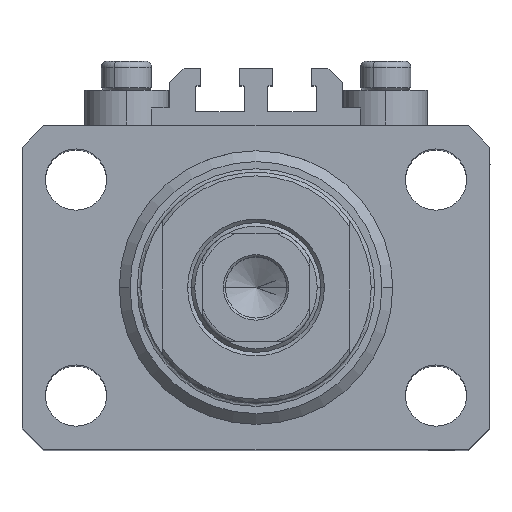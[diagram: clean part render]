
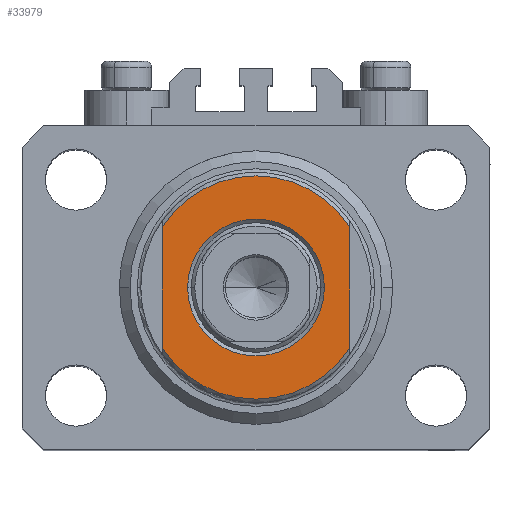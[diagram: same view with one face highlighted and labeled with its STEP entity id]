
A CAD part, top view. The second image highlights one B-rep face of the part: STEP entity #33979.
In plain terms, the highlighted face is planar.
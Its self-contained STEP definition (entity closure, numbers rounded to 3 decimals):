
#235 = CIRCLE ( 'NONE', #10219, 9.5 ) ;
#278 = EDGE_CURVE ( 'NONE', #8150, #7430, #40167, .T. ) ;
#2684 = CARTESIAN_POINT ( 'NONE',  ( -13., 8.441, -6.5 ) ) ;
#3793 = CARTESIAN_POINT ( 'NONE',  ( 0., 0., -6.5 ) ) ;
#4960 = DIRECTION ( 'NONE',  ( 0., -1., 0. ) ) ;
#5348 = CARTESIAN_POINT ( 'NONE',  ( 9.5, 0., -6.5 ) ) ;
#6475 = AXIS2_PLACEMENT_3D ( 'NONE', #41829, #45193, #34847 ) ;
#7057 = ORIENTED_EDGE ( 'NONE', *, *, #19924, .T. ) ;
#7239 = DIRECTION ( 'NONE',  ( 0., -1., 0. ) ) ;
#7430 = VERTEX_POINT ( 'NONE', #5348 ) ;
#8150 = VERTEX_POINT ( 'NONE', #16449 ) ;
#8509 = DIRECTION ( 'NONE',  ( -1., 0., 0. ) ) ;
#9768 = CARTESIAN_POINT ( 'NONE',  ( 13., 8.441, -6.5 ) ) ;
#9779 = VERTEX_POINT ( 'NONE', #9768 ) ;
#10219 = AXIS2_PLACEMENT_3D ( 'NONE', #38830, #30452, #45089 ) ;
#10799 = VERTEX_POINT ( 'NONE', #28301 ) ;
#10983 = ORIENTED_EDGE ( 'NONE', *, *, #26786, .T. ) ;
#11242 = PLANE ( 'NONE',  #39029 ) ;
#13620 = EDGE_CURVE ( 'NONE', #22857, #10799, #37835, .T. ) ;
#14178 = EDGE_CURVE ( 'NONE', #22857, #9779, #38315, .T. ) ;
#15925 = AXIS2_PLACEMENT_3D ( 'NONE', #30330, #22660, #8509 ) ;
#16449 = CARTESIAN_POINT ( 'NONE',  ( -9.5, 0., -6.5 ) ) ;
#18084 = ORIENTED_EDGE ( 'NONE', *, *, #278, .T. ) ;
#18434 = DIRECTION ( 'NONE',  ( 0., 0., -1. ) ) ;
#18474 = VERTEX_POINT ( 'NONE', #26469 ) ;
#19924 = EDGE_CURVE ( 'NONE', #7430, #8150, #235, .T. ) ;
#21418 = AXIS2_PLACEMENT_3D ( 'NONE', #24514, #43692, #32890 ) ;
#22660 = DIRECTION ( 'NONE',  ( 0., 0., -1. ) ) ;
#22857 = VERTEX_POINT ( 'NONE', #2684 ) ;
#24514 = CARTESIAN_POINT ( 'NONE',  ( 0., 0., -6.5 ) ) ;
#24916 = FACE_OUTER_BOUND ( 'NONE', #42274, .T. ) ;
#25775 = ORIENTED_EDGE ( 'NONE', *, *, #30862, .T. ) ;
#26469 = CARTESIAN_POINT ( 'NONE',  ( 13., -8.441, -6.5 ) ) ;
#26672 = CIRCLE ( 'NONE', #15925, 15.5 ) ;
#26786 = EDGE_CURVE ( 'NONE', #9779, #18474, #28823, .T. ) ;
#27496 = EDGE_LOOP ( 'NONE', ( #18084, #7057 ) ) ;
#28069 = VECTOR ( 'NONE', #7239, 1000. ) ;
#28301 = CARTESIAN_POINT ( 'NONE',  ( -13., -8.441, -6.5 ) ) ;
#28823 = LINE ( 'NONE', #36503, #28069 ) ;
#29233 = FACE_BOUND ( 'NONE', #27496, .T. ) ;
#29453 = ORIENTED_EDGE ( 'NONE', *, *, #14178, .T. ) ;
#30148 = CARTESIAN_POINT ( 'NONE',  ( -13., -43.081, -6.5 ) ) ;
#30330 = CARTESIAN_POINT ( 'NONE',  ( 0., 0., -6.5 ) ) ;
#30452 = DIRECTION ( 'NONE',  ( 0., 0., 1. ) ) ;
#30862 = EDGE_CURVE ( 'NONE', #18474, #10799, #26672, .T. ) ;
#32890 = DIRECTION ( 'NONE',  ( -1., 0., 0. ) ) ;
#33060 = DIRECTION ( 'NONE',  ( -1., 0., 0. ) ) ;
#33979 = ADVANCED_FACE ( 'NONE', ( #29233, #24916 ), #11242, .T. ) ;
#34847 = DIRECTION ( 'NONE',  ( -1., 0., 0. ) ) ;
#36503 = CARTESIAN_POINT ( 'NONE',  ( 13., -43.081, -6.5 ) ) ;
#37835 = LINE ( 'NONE', #30148, #42886 ) ;
#38315 = CIRCLE ( 'NONE', #21418, 15.5 ) ;
#38390 = ORIENTED_EDGE ( 'NONE', *, *, #13620, .F. ) ;
#38830 = CARTESIAN_POINT ( 'NONE',  ( 0., 0., -6.5 ) ) ;
#39029 = AXIS2_PLACEMENT_3D ( 'NONE', #3793, #18434, #33060 ) ;
#40167 = CIRCLE ( 'NONE', #6475, 9.5 ) ;
#41829 = CARTESIAN_POINT ( 'NONE',  ( 0., 0., -6.5 ) ) ;
#42274 = EDGE_LOOP ( 'NONE', ( #29453, #10983, #25775, #38390 ) ) ;
#42886 = VECTOR ( 'NONE', #4960, 1000. ) ;
#43692 = DIRECTION ( 'NONE',  ( 0., 0., -1. ) ) ;
#45089 = DIRECTION ( 'NONE',  ( -1., 0., 0. ) ) ;
#45193 = DIRECTION ( 'NONE',  ( 0., 0., 1. ) ) ;
